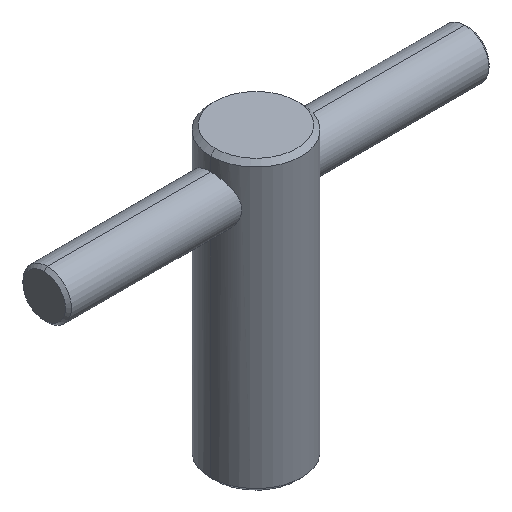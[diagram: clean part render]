
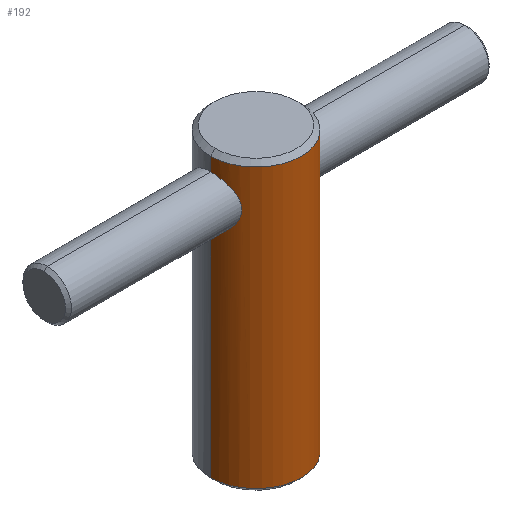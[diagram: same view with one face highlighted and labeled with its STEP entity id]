
A CAD part, isometric view. The second image highlights one B-rep face of the part: STEP entity #192.
In plain terms, the highlighted cylindrical face has radius 15 mm (diameter 30 mm), a partial arc.
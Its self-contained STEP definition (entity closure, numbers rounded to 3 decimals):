
#150=EDGE_CURVE('',#310,#258,#379,.T.);
#174=EDGE_CURVE('',#332,#200,#406,.T.);
#192=ADVANCED_FACE('',(#429),#430,.T.);
#196=EDGE_CURVE('',#200,#268,#434,.T.);
#200=VERTEX_POINT('',#439);
#210=VERTEX_POINT('',#450);
#238=EDGE_CURVE('',#210,#260,#481,.T.);
#258=VERTEX_POINT('',#502);
#260=VERTEX_POINT('',#504);
#262=EDGE_CURVE('',#298,#310,#506,.T.);
#268=VERTEX_POINT('',#512);
#272=EDGE_CURVE('',#316,#268,#516,.T.);
#280=VERTEX_POINT('',#526);
#292=EDGE_CURVE('',#316,#280,#538,.T.);
#296=EDGE_CURVE('',#332,#210,#542,.T.);
#298=VERTEX_POINT('',#544);
#302=EDGE_CURVE('',#298,#280,#548,.T.);
#310=VERTEX_POINT('',#556);
#316=VERTEX_POINT('',#562);
#324=EDGE_CURVE('',#260,#258,#571,.T.);
#332=VERTEX_POINT('',#581);
#379=B_SPLINE_CURVE_WITH_KNOTS('',3,(#628,#629,#630,#631,#632,#633,#634,#635,#636,#637,#638,#639,#640,#641,#642,#643,#644,#645),.UNSPECIFIED.,.F.,.F.,(4,2,2,2,2,2,2,2,4),(0.0,1.545,3.091,4.636,6.182,7.721,9.261,10.801,12.341),.UNSPECIFIED.);
#406=B_SPLINE_CURVE_WITH_KNOTS('',3,(#713,#714,#715,#716,#717,#718,#719,#720,#721,#722,#723,#724,#725,#726,#727,#728,#729,#730),.UNSPECIFIED.,.F.,.F.,(4,2,2,2,2,2,2,2,4),(37.022,38.561,40.101,41.641,43.181,44.726,46.271,47.817,49.362),.UNSPECIFIED.);
#429=FACE_OUTER_BOUND('',#756,.T.);
#430=CYLINDRICAL_SURFACE('',#757,15.0);
#434=B_SPLINE_CURVE_WITH_KNOTS('',3,(#763,#764,#765,#766,#767,#768,#769,#770,#771,#772,#773,#774,#775,#776,#777,#778,#779,#780),.UNSPECIFIED.,.F.,.F.,(4,2,2,2,2,2,2,2,4),(0.0,1.545,3.091,4.636,6.182,7.721,9.261,10.801,12.341),.UNSPECIFIED.);
#439=CARTESIAN_POINT('',(12.689,-8.0,81.));
#450=CARTESIAN_POINT('',(15.,0.,1.5));
#481=CIRCLE('',#844,15.0);
#502=CARTESIAN_POINT('',(-15.0,0.,73.));
#504=CARTESIAN_POINT('',(-15.0,0.,1.5));
#506=B_SPLINE_CURVE_WITH_KNOTS('',3,(#910,#911,#912,#913,#914,#915,#916,#917,#918,#919,#920,#921,#922,#923,#924,#925,#926,#927),.UNSPECIFIED.,.F.,.F.,(4,2,2,2,2,2,2,2,4),(37.022,38.561,40.101,41.641,43.181,44.726,46.271,47.817,49.362),.UNSPECIFIED.);
#512=CARTESIAN_POINT('',(15.,0.,89.0));
#516=LINE('',#938,#939);
#526=CARTESIAN_POINT('',(-15.0,0.,93.5));
#538=CIRCLE('',#966,15.0);
#542=LINE('',#972,#973);
#544=CARTESIAN_POINT('',(-15.0,0.,89.0));
#548=LINE('',#980,#981);
#556=CARTESIAN_POINT('',(-12.689,-8.0,81.));
#562=CARTESIAN_POINT('',(15.,0.,93.5));
#571=LINE('',#1013,#1014);
#581=CARTESIAN_POINT('',(15.,0.,73.));
#628=CARTESIAN_POINT('',(-12.689,-8.0,81.));
#629=CARTESIAN_POINT('',(-12.689,-8.0,80.485));
#630=CARTESIAN_POINT('',(-12.721,-7.949,79.957));
#631=CARTESIAN_POINT('',(-12.848,-7.742,78.914));
#632=CARTESIAN_POINT('',(-12.943,-7.584,78.4));
#633=CARTESIAN_POINT('',(-13.176,-7.173,77.419));
#634=CARTESIAN_POINT('',(-13.313,-6.919,76.951));
#635=CARTESIAN_POINT('',(-13.6,-6.336,76.088));
#636=CARTESIAN_POINT('',(-13.75,-6.007,75.693));
#637=CARTESIAN_POINT('',(-14.034,-5.308,74.994));
#638=CARTESIAN_POINT('',(-14.18,-4.913,74.665));
#639=CARTESIAN_POINT('',(-14.45,-4.05,74.082));
#640=CARTESIAN_POINT('',(-14.575,-3.582,73.827));
#641=CARTESIAN_POINT('',(-14.782,-2.599,73.415));
#642=CARTESIAN_POINT('',(-14.864,-2.084,73.258));
#643=CARTESIAN_POINT('',(-14.973,-1.041,73.05));
#644=CARTESIAN_POINT('',(-15.,-0.513,73.));
#645=CARTESIAN_POINT('',(-15.0,0.,73.));
#713=CARTESIAN_POINT('',(15.,0.,73.));
#714=CARTESIAN_POINT('',(15.,-0.513,73.));
#715=CARTESIAN_POINT('',(14.973,-1.041,73.05));
#716=CARTESIAN_POINT('',(14.864,-2.084,73.258));
#717=CARTESIAN_POINT('',(14.782,-2.599,73.415));
#718=CARTESIAN_POINT('',(14.575,-3.582,73.827));
#719=CARTESIAN_POINT('',(14.45,-4.05,74.082));
#720=CARTESIAN_POINT('',(14.18,-4.913,74.665));
#721=CARTESIAN_POINT('',(14.034,-5.308,74.994));
#722=CARTESIAN_POINT('',(13.75,-6.007,75.693));
#723=CARTESIAN_POINT('',(13.6,-6.336,76.088));
#724=CARTESIAN_POINT('',(13.313,-6.919,76.951));
#725=CARTESIAN_POINT('',(13.176,-7.173,77.419));
#726=CARTESIAN_POINT('',(12.943,-7.584,78.4));
#727=CARTESIAN_POINT('',(12.848,-7.742,78.914));
#728=CARTESIAN_POINT('',(12.721,-7.949,79.957));
#729=CARTESIAN_POINT('',(12.689,-8.0,80.485));
#730=CARTESIAN_POINT('',(12.689,-8.0,81.));
#756=EDGE_LOOP('',(#1152,#1153,#1154,#1155,#1156,#1157,#1158,#1159,#1160,#1161));
#757=AXIS2_PLACEMENT_3D('',#1162,#1163,#1164);
#763=CARTESIAN_POINT('',(12.689,-8.0,81.));
#764=CARTESIAN_POINT('',(12.689,-8.0,81.515));
#765=CARTESIAN_POINT('',(12.721,-7.949,82.043));
#766=CARTESIAN_POINT('',(12.848,-7.742,83.086));
#767=CARTESIAN_POINT('',(12.943,-7.584,83.6));
#768=CARTESIAN_POINT('',(13.176,-7.173,84.581));
#769=CARTESIAN_POINT('',(13.313,-6.919,85.049));
#770=CARTESIAN_POINT('',(13.6,-6.336,85.912));
#771=CARTESIAN_POINT('',(13.75,-6.007,86.307));
#772=CARTESIAN_POINT('',(14.034,-5.308,87.006));
#773=CARTESIAN_POINT('',(14.18,-4.913,87.335));
#774=CARTESIAN_POINT('',(14.45,-4.05,87.918));
#775=CARTESIAN_POINT('',(14.575,-3.582,88.173));
#776=CARTESIAN_POINT('',(14.782,-2.599,88.585));
#777=CARTESIAN_POINT('',(14.864,-2.084,88.742));
#778=CARTESIAN_POINT('',(14.973,-1.041,88.95));
#779=CARTESIAN_POINT('',(15.,-0.513,89.));
#780=CARTESIAN_POINT('',(15.,0.,89.0));
#844=AXIS2_PLACEMENT_3D('',#1222,#1223,#1224);
#910=CARTESIAN_POINT('',(-15.0,0.,89.0));
#911=CARTESIAN_POINT('',(-15.,-0.513,89.));
#912=CARTESIAN_POINT('',(-14.973,-1.041,88.95));
#913=CARTESIAN_POINT('',(-14.864,-2.084,88.742));
#914=CARTESIAN_POINT('',(-14.782,-2.599,88.585));
#915=CARTESIAN_POINT('',(-14.575,-3.582,88.173));
#916=CARTESIAN_POINT('',(-14.45,-4.05,87.918));
#917=CARTESIAN_POINT('',(-14.18,-4.913,87.335));
#918=CARTESIAN_POINT('',(-14.034,-5.308,87.006));
#919=CARTESIAN_POINT('',(-13.75,-6.007,86.307));
#920=CARTESIAN_POINT('',(-13.6,-6.336,85.912));
#921=CARTESIAN_POINT('',(-13.313,-6.919,85.049));
#922=CARTESIAN_POINT('',(-13.176,-7.173,84.581));
#923=CARTESIAN_POINT('',(-12.943,-7.584,83.6));
#924=CARTESIAN_POINT('',(-12.848,-7.742,83.086));
#925=CARTESIAN_POINT('',(-12.721,-7.949,82.043));
#926=CARTESIAN_POINT('',(-12.689,-8.0,81.515));
#927=CARTESIAN_POINT('',(-12.689,-8.0,81.));
#938=CARTESIAN_POINT('',(15.,0.,47.5));
#939=VECTOR('',#1242,1.0);
#966=AXIS2_PLACEMENT_3D('',#1270,#1271,#1272);
#972=CARTESIAN_POINT('',(15.,0.,47.5));
#973=VECTOR('',#1276,1.0);
#980=CARTESIAN_POINT('',(-15.0,0.,47.5));
#981=VECTOR('',#1277,1.0);
#1013=CARTESIAN_POINT('',(-15.0,0.,47.5));
#1014=VECTOR('',#1295,1.0);
#1152=ORIENTED_EDGE('',*,*,#272,.F.);
#1153=ORIENTED_EDGE('',*,*,#292,.T.);
#1154=ORIENTED_EDGE('',*,*,#302,.F.);
#1155=ORIENTED_EDGE('',*,*,#262,.T.);
#1156=ORIENTED_EDGE('',*,*,#150,.T.);
#1157=ORIENTED_EDGE('',*,*,#324,.F.);
#1158=ORIENTED_EDGE('',*,*,#238,.F.);
#1159=ORIENTED_EDGE('',*,*,#296,.F.);
#1160=ORIENTED_EDGE('',*,*,#174,.T.);
#1161=ORIENTED_EDGE('',*,*,#196,.T.);
#1162=CARTESIAN_POINT('',(0.,0.,47.5));
#1163=DIRECTION('',(-0.0,-0.0,1.0));
#1164=DIRECTION('',(1.0,0.,0.0));
#1222=CARTESIAN_POINT('',(0.,0.,1.5));
#1223=DIRECTION('',(0.0,0.0,-1.0));
#1224=DIRECTION('',(1.0,0.,0.0));
#1242=DIRECTION('',(0.0,0.0,-1.0));
#1270=CARTESIAN_POINT('',(0.,0.,93.5));
#1271=DIRECTION('',(0.0,0.0,-1.0));
#1272=DIRECTION('',(1.0,0.,0.0));
#1276=DIRECTION('',(0.0,0.0,-1.0));
#1277=DIRECTION('',(-0.0,-0.0,1.0));
#1295=DIRECTION('',(-0.0,-0.0,1.0));
